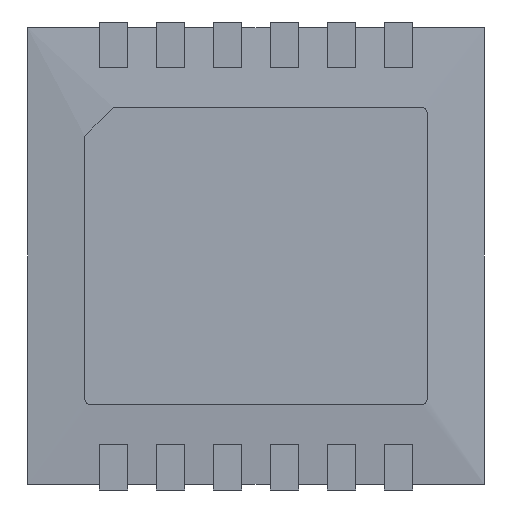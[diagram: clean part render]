
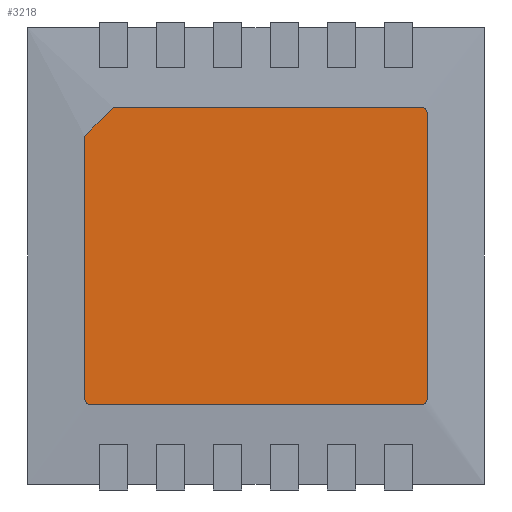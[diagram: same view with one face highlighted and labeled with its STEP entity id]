
A CAD part, front view. The second image highlights one B-rep face of the part: STEP entity #3218.
In plain terms, the highlighted planar face has unit normal (0, -1, 0).
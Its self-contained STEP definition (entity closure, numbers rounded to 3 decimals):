
#3030 = CARTESIAN_POINT ( 'NONE',  ( 1.5, 0., 1.25 ) ) ;
#3031 = VERTEX_POINT ( 'NONE', #3030 ) ;
#3038 = CARTESIAN_POINT ( 'NONE',  ( 1.5, 0., -1.25 ) ) ;
#3039 = VERTEX_POINT ( 'NONE', #3038 ) ;
#3040 = CARTESIAN_POINT ( 'NONE',  ( 1.5, 0., -1.3 ) ) ;
#3041 = DIRECTION ( 'NONE',  ( 0., 0., 1. ) ) ;
#3042 = VECTOR ( 'NONE', #3041, 1000. ) ;
#3043 = LINE ( 'NONE', #3040, #3042 ) ;
#3044 = EDGE_CURVE ( 'NONE', #3039, #3031, #3043, .T. ) ;
#3060 = CARTESIAN_POINT ( 'NONE',  ( 1.45, 0., 1.3 ) ) ;
#3061 = VERTEX_POINT ( 'NONE', #3060 ) ;
#3062 = CARTESIAN_POINT ( 'NONE',  ( -1.25, 0., 1.3 ) ) ;
#3063 = VERTEX_POINT ( 'NONE', #3062 ) ;
#3064 = CARTESIAN_POINT ( 'NONE',  ( -1.5, 0., 1.3 ) ) ;
#3065 = DIRECTION ( 'NONE',  ( -1., 0., 0. ) ) ;
#3066 = VECTOR ( 'NONE', #3065, 1000. ) ;
#3067 = LINE ( 'NONE', #3064, #3066 ) ;
#3068 = EDGE_CURVE ( 'NONE', #3061, #3063, #3067, .T. ) ;
#3110 = CARTESIAN_POINT ( 'NONE',  ( -1.5, 0., -1.25 ) ) ;
#3111 = VERTEX_POINT ( 'NONE', #3110 ) ;
#3118 = CARTESIAN_POINT ( 'NONE',  ( -1.5, 0., 1.05 ) ) ;
#3119 = VERTEX_POINT ( 'NONE', #3118 ) ;
#3120 = CARTESIAN_POINT ( 'NONE',  ( -1.5, 0., -1.3 ) ) ;
#3121 = DIRECTION ( 'NONE',  ( 0., 0., -1. ) ) ;
#3122 = VECTOR ( 'NONE', #3121, 1000. ) ;
#3123 = LINE ( 'NONE', #3120, #3122 ) ;
#3124 = EDGE_CURVE ( 'NONE', #3119, #3111, #3123, .T. ) ;
#3150 = CARTESIAN_POINT ( 'NONE',  ( 1.45, 0., -1.3 ) ) ;
#3151 = VERTEX_POINT ( 'NONE', #3150 ) ;
#3158 = CARTESIAN_POINT ( 'NONE',  ( -1.45, 0., -1.3 ) ) ;
#3159 = VERTEX_POINT ( 'NONE', #3158 ) ;
#3160 = CARTESIAN_POINT ( 'NONE',  ( -1.5, 0., -1.3 ) ) ;
#3161 = DIRECTION ( 'NONE',  ( 1., 0., 0. ) ) ;
#3162 = VECTOR ( 'NONE', #3161, 1000. ) ;
#3163 = LINE ( 'NONE', #3160, #3162 ) ;
#3164 = EDGE_CURVE ( 'NONE', #3159, #3151, #3163, .T. ) ;
#3180 = ORIENTED_EDGE ( 'NONE', *, *, #3044, .T. ) ;
#3181 = CARTESIAN_POINT ( 'NONE',  ( 1.45, 0., 1.25 ) ) ;
#3182 = DIRECTION ( 'NONE',  ( 0., -1., 0. ) ) ;
#3183 = DIRECTION ( 'NONE',  ( 0., 0., 1. ) ) ;
#3184 = AXIS2_PLACEMENT_3D ( 'NONE', #3181, #3182, #3183 ) ;
#3185 = CIRCLE ( 'NONE', #3184, 0.05) ;
#3186 = EDGE_CURVE ( 'NONE', #3031, #3061, #3185, .T. ) ;
#3187 = ORIENTED_EDGE ( 'NONE', *, *, #3186, .T. ) ;
#3188 = ORIENTED_EDGE ( 'NONE', *, *, #3068, .T. ) ;
#3189 = CARTESIAN_POINT ( 'NONE',  ( -1.5, 0., 1.05 ) ) ;
#3190 = DIRECTION ( 'NONE',  ( -0.707, 0., -0.707 ) ) ;
#3191 = VECTOR ( 'NONE', #3190, 1000. ) ;
#3192 = LINE ( 'NONE', #3189, #3191 ) ;
#3193 = EDGE_CURVE ( 'NONE', #3063, #3119, #3192, .T. ) ;
#3194 = ORIENTED_EDGE ( 'NONE', *, *, #3193, .T. ) ;
#3195 = ORIENTED_EDGE ( 'NONE', *, *, #3124, .T. ) ;
#3196 = CARTESIAN_POINT ( 'NONE',  ( -1.45, 0., -1.25 ) ) ;
#3197 = DIRECTION ( 'NONE',  ( 0., -1., 0. ) ) ;
#3198 = DIRECTION ( 'NONE',  ( 0., 0., 1. ) ) ;
#3199 = AXIS2_PLACEMENT_3D ( 'NONE', #3196, #3197, #3198 ) ;
#3200 = CIRCLE ( 'NONE', #3199, 0.05) ;
#3201 = EDGE_CURVE ( 'NONE', #3111, #3159, #3200, .T. ) ;
#3202 = ORIENTED_EDGE ( 'NONE', *, *, #3201, .T. ) ;
#3203 = ORIENTED_EDGE ( 'NONE', *, *, #3164, .T. ) ;
#3204 = CARTESIAN_POINT ( 'NONE',  ( 1.45, 0., -1.25 ) ) ;
#3205 = DIRECTION ( 'NONE',  ( 0., -1., 0. ) ) ;
#3206 = DIRECTION ( 'NONE',  ( 0., 0., 1. ) ) ;
#3207 = AXIS2_PLACEMENT_3D ( 'NONE', #3204, #3205, #3206 ) ;
#3208 = CIRCLE ( 'NONE', #3207, 0.05) ;
#3209 = EDGE_CURVE ( 'NONE', #3151, #3039, #3208, .T. ) ;
#3210 = ORIENTED_EDGE ( 'NONE', *, *, #3209, .T. ) ;
#3211 = EDGE_LOOP ( 'NONE', ( #3180, #3187, #3188, #3194, #3195, #3202, #3203, #3210 ) ) ;
#3212 = FACE_OUTER_BOUND ( 'NONE', #3211, .T. ) ;
#3213 = CARTESIAN_POINT ( 'NONE',  ( 0., 0., 0. ) ) ;
#3214 = DIRECTION ( 'NONE',  ( 0., 1., 0. ) ) ;
#3215 = DIRECTION ( 'NONE',  ( 0., 0., 1. ) ) ;
#3216 = AXIS2_PLACEMENT_3D ( 'NONE', #3213, #3214, #3215 ) ;
#3217 = PLANE ( 'NONE', #3216 ) ;
#3218 = ADVANCED_FACE ( 'NONE', ( #3212 ), #3217, .F. ) ;
